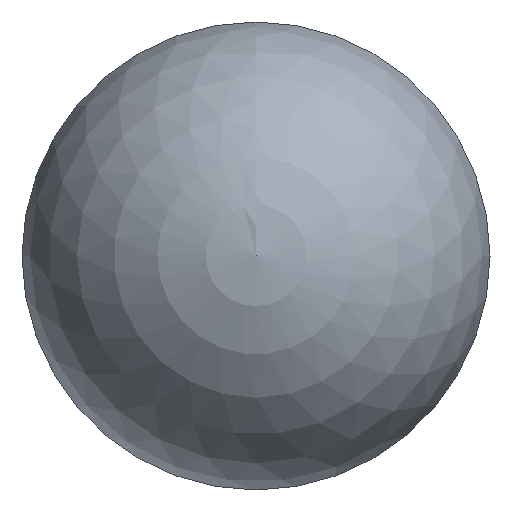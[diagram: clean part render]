
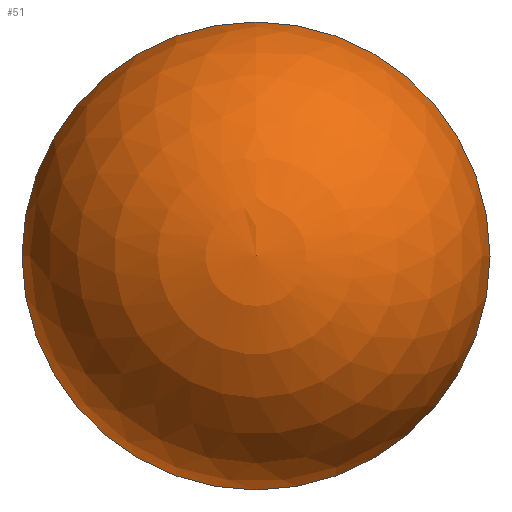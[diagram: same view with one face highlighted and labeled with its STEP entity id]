
A CAD part, top view. The second image highlights one B-rep face of the part: STEP entity #51.
In plain terms, the highlighted spherical face has radius 11 mm.
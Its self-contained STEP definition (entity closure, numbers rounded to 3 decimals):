
#51 = ADVANCED_FACE( '', ( #112 ), #113, .T. );
#112 = FACE_OUTER_BOUND( '', #185, .T. );
#113 = SPHERICAL_SURFACE( '', #186, 11. );
#185 = EDGE_LOOP( '', ( #262 ) );
#186 = AXIS2_PLACEMENT_3D( '', #263, #264, #265 );
#262 = ORIENTED_EDGE( '', *, *, #344, .T. );
#263 = CARTESIAN_POINT( '', ( 0., 0., 29. ) );
#264 = DIRECTION( '', ( 0., 0., 1. ) );
#265 = DIRECTION( '', ( 0., 1., 0. ) );
#344 = EDGE_CURVE( '', #385, #385, #386, .T. );
#385 = VERTEX_POINT( '', #432 );
#386 = CIRCLE( '', #433, 10.986 );
#432 = CARTESIAN_POINT( '', ( 10.986, 0., 29.546 ) );
#433 = AXIS2_PLACEMENT_3D( '', #481, #482, #483 );
#481 = CARTESIAN_POINT( '', ( 0., 0., 29.546 ) );
#482 = DIRECTION( '', ( 0., 0., 1. ) );
#483 = DIRECTION( '', ( 1., 0., 0. ) );
